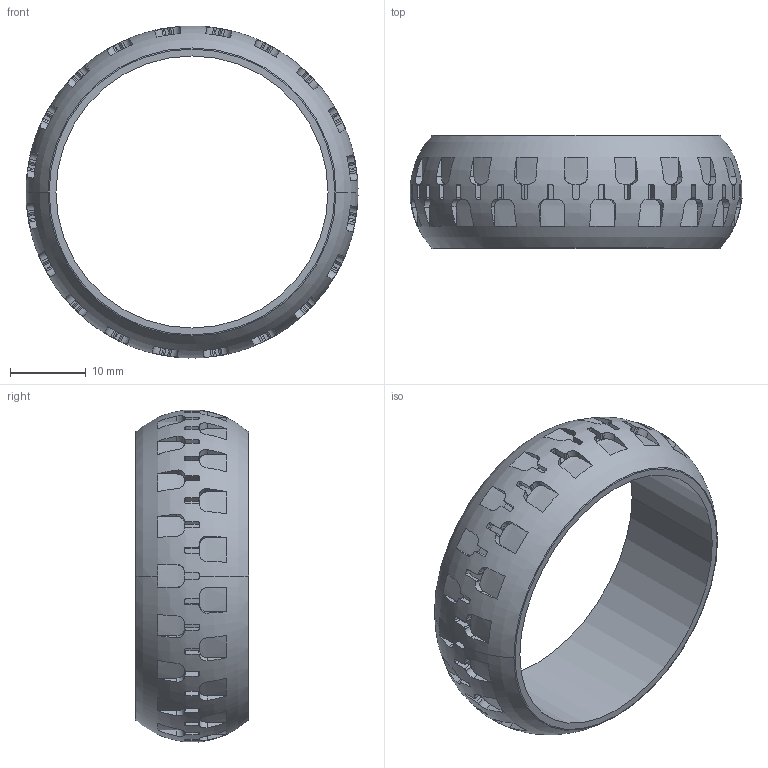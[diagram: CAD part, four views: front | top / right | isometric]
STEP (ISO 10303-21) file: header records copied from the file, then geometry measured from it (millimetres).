
FILE_DESCRIPTION((''),'2;1');
FILE_NAME('P_ROUE_SURMOULAGE','2011-01-05T',('Michael'),('EPFL'),'PRO/ENGINEER BY PARAMETRIC TECHNOLOGY CORPORATION, 2008490','PRO/ENGINEER BY PARAMETRIC TECHNOLOGY CORPORATION, 2008490','');
FILE_SCHEMA(('AUTOMOTIVE_DESIGN_CC06 { 1 0 10303 214 -2 1 8 1 }'));
Length unit declared in the file: millimetre
Products named in the file (1): P_ROUE_SURMOULAGE
Bounding box: 43.93 x 15 x 43.93 mm (x, y, z)
Volume: 5361.9 mm3; surface area: 4477.6 mm2
Topology: 1 solids, 1 shells, 550 faces, 1586 edges, 1076 vertices
Faces by surface type: plane 262, cylinder 222, bspline 60, torus 6
Entity records: 26470 total; most frequent: CARTESIAN_POINT 8653, ORIENTED_EDGE 3172, DIRECTION 2092, PRESENTATION_STYLE_ASSIGNMENT 1587, STYLED_ITEM 1587, CURVE_STYLE 1586, EDGE_CURVE 1586, VERTEX_POINT 1076
